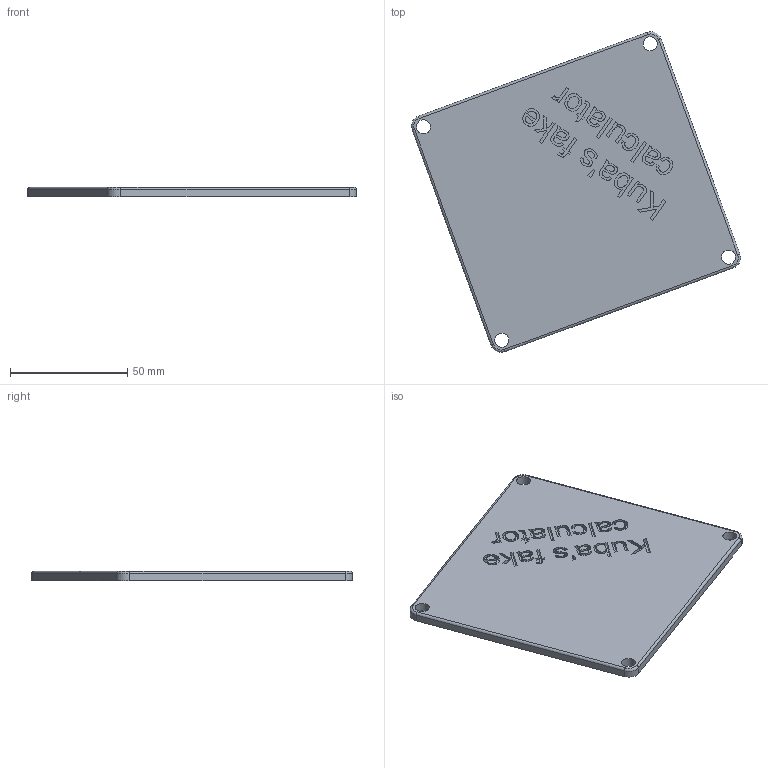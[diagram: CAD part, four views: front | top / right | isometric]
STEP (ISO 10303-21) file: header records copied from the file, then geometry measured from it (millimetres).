
FILE_DESCRIPTION(/* description */ ('','CAx-IF Rec.Pracs.---Representation and Presentation of Product Manufacturing Information (PMI)---4.0---2014-10-13'),/* implementation_level */ '2;1');
FILE_NAME(/* name */ 'case bottom part v3.step',/* time_stamp */ '2025-02-19T21:40:36+01:00',/* author */ (''),/* organization */ (''),/* preprocessor_version */ 'ST-DEVELOPER v20',/* originating_system */ 'Autodesk Translation Framework v13.20.0.188',/* authorisation */ '');
FILE_SCHEMA (('AP242_MANAGED_MODEL_BASED_3D_ENGINEERING_MIM_LF { 1 0 10303 442 1 1 4 }'));
Length unit declared in the file: millimetre
Products named in the file (2): case bottom part; Kuba's fake calculator
Bounding box: 140.39 x 136.82 x 4 mm (x, y, z)
Volume: 47058.3 mm3; surface area: 27015.9 mm2
Topology: 1 solids, 1 shells, 454 faces, 1267 edges, 842 vertices
Faces by surface type: bspline 291, plane 147, cylinder 12, torus 4
Full cylindrical faces by diameter (mm): 6 x4
Entity records: 17813 total; most frequent: CARTESIAN_POINT 8072, ORIENTED_EDGE 2534, EDGE_CURVE 1267, DIRECTION 1045, VERTEX_POINT 842, LINE 657, VECTOR 657, B_SPLINE_CURVE_WITH_KNOTS 582
